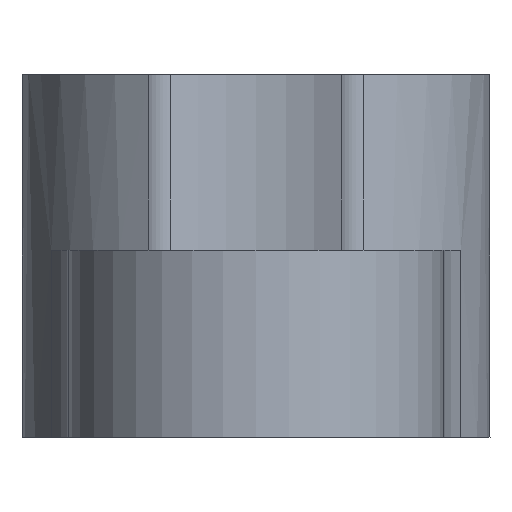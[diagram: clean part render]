
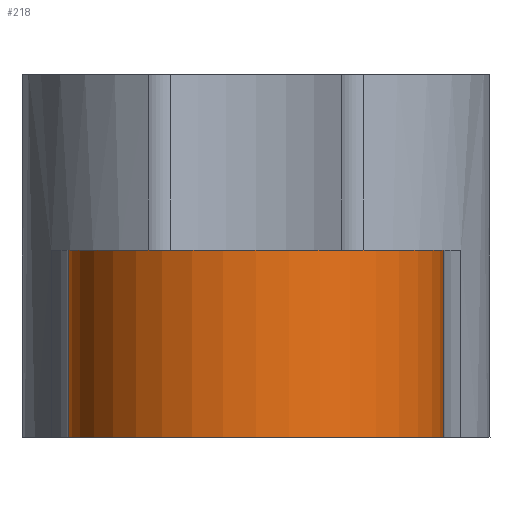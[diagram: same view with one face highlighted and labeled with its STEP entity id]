
A CAD part, left-side view. The second image highlights one B-rep face of the part: STEP entity #218.
In plain terms, the highlighted cylindrical face has radius 4 mm (diameter 8 mm), a partial arc.
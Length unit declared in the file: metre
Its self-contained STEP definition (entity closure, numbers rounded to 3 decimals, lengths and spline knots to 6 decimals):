
#218 = ADVANCED_FACE( 'NONE', ( #456 ), #457, .T. );
#456 = FACE_OUTER_BOUND( '', #693, .T. );
#457 = CYLINDRICAL_SURFACE( '', #694, 0.004 );
#693 = EDGE_LOOP( '', ( #1263, #1264, #1265, #1266 ) );
#694 = AXIS2_PLACEMENT_3D( '', #1267, #1268, #1269 );
#1263 = ORIENTED_EDGE( '', *, *, #1387, .F. );
#1264 = ORIENTED_EDGE( '', *, *, #1618, .T. );
#1265 = ORIENTED_EDGE( '', *, *, #1571, .T. );
#1266 = ORIENTED_EDGE( '', *, *, #1586, .F. );
#1267 = CARTESIAN_POINT( '', ( -0.032, 0., 0.004 ) );
#1268 = DIRECTION( '', ( 0., 0., 1. ) );
#1269 = DIRECTION( '', ( -1., 0., 0. ) );
#1387 = EDGE_CURVE( 'NONE', #1653, #1655, #1656, .T. );
#1571 = EDGE_CURVE( 'NONE', #1942, #1948, #1950, .T. );
#1586 = EDGE_CURVE( 'NONE', #1655, #1948, #1969, .T. );
#1618 = EDGE_CURVE( 'NONE', #1653, #1942, #2005, .T. );
#1653 = VERTEX_POINT( 'NONE', #2045 );
#1655 = VERTEX_POINT( 'NONE', #2048 );
#1656 = CIRCLE( '', #2049, 0.004 );
#1942 = VERTEX_POINT( 'NONE', #2459 );
#1948 = VERTEX_POINT( 'NONE', #2466 );
#1950 = CIRCLE( '', #2469, 0.004 );
#1969 = LINE( '', #2493, #2494 );
#2005 = LINE( '', #2544, #2545 );
#2045 = CARTESIAN_POINT( '', ( -0.032, 0.004, 0.004 ) );
#2048 = CARTESIAN_POINT( '', ( -0.032, -0.004, 0.004 ) );
#2049 = AXIS2_PLACEMENT_3D( '', #2583, #2584, #2585 );
#2459 = CARTESIAN_POINT( '', ( -0.032, 0.004, 0. ) );
#2466 = CARTESIAN_POINT( '', ( -0.032, -0.004, 0. ) );
#2469 = AXIS2_PLACEMENT_3D( '', #2769, #2770, #2771 );
#2493 = CARTESIAN_POINT( '', ( -0.032, -0.004, 0.004 ) );
#2494 = VECTOR( '', #2786, 1. );
#2544 = CARTESIAN_POINT( '', ( -0.032, 0.004, 0.004 ) );
#2545 = VECTOR( '', #2807, 1. );
#2583 = CARTESIAN_POINT( '', ( -0.032, 0., 0.004 ) );
#2584 = DIRECTION( '', ( 0., 0., 1. ) );
#2585 = DIRECTION( '', ( 1., 0., 0. ) );
#2769 = CARTESIAN_POINT( '', ( -0.032, 0., 0. ) );
#2770 = DIRECTION( '', ( 0., 0., 1. ) );
#2771 = DIRECTION( '', ( 1., 0., 0. ) );
#2786 = DIRECTION( '', ( 0., 0., -1. ) );
#2807 = DIRECTION( '', ( 0., 0., -1. ) );
